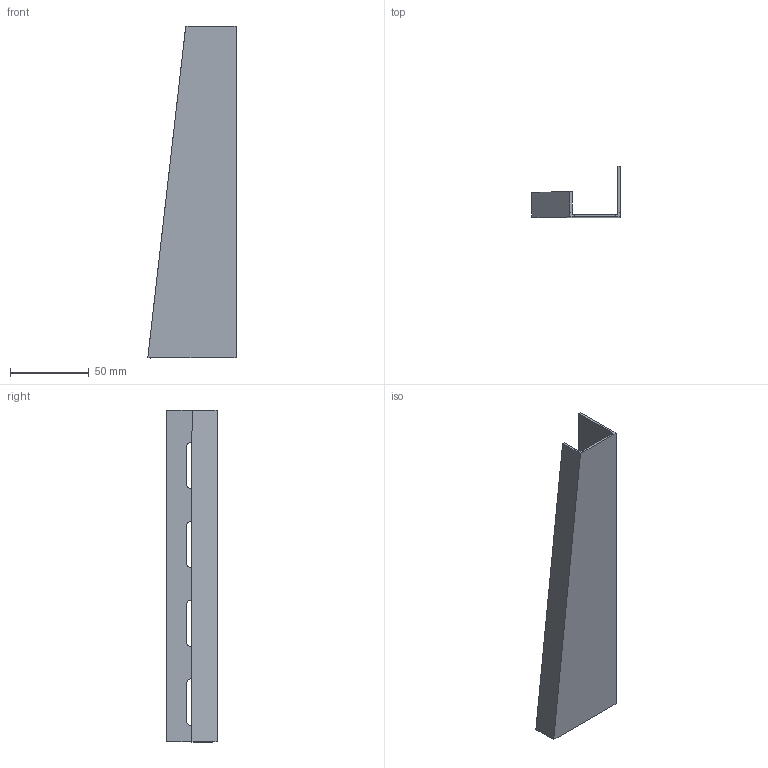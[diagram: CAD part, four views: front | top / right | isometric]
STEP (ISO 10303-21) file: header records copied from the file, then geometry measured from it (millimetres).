
FILE_DESCRIPTION(/* description */ (''),/* implementation_level */ '2;1');
FILE_NAME(/* name */ 'KS200.ipt.stp',/* time_stamp */ '2023-05-17T17:02:19+03:00',/* author */ ('Ртищев А.О.'),/* organization */ (''),/* preprocessor_version */ 'ST-DEVELOPER v19.2',/* originating_system */ 'Autodesk Inventor 2023',/* authorisation */ '');
FILE_SCHEMA (('AUTOMOTIVE_DESIGN { 1 0 10303 214 3 1 1 }'));
Length unit declared in the file: millimetre
Products named in the file (1): Консоль сварная 
200мм
Bounding box: 56 x 32 x 210.34 mm (x, y, z)
Volume: 26867.7 mm3; surface area: 37130.6 mm2
Topology: 1 solids, 1 shells, 34 faces, 98 edges, 66 vertices
Faces by surface type: plane 24, cylinder 8, bspline 2
Entity records: 1296 total; most frequent: CARTESIAN_POINT 301, ORIENTED_EDGE 196, DIRECTION 172, EDGE_CURVE 98, LINE 74, VECTOR 74, VERTEX_POINT 66, AXIS2_PLACEMENT_3D 49
